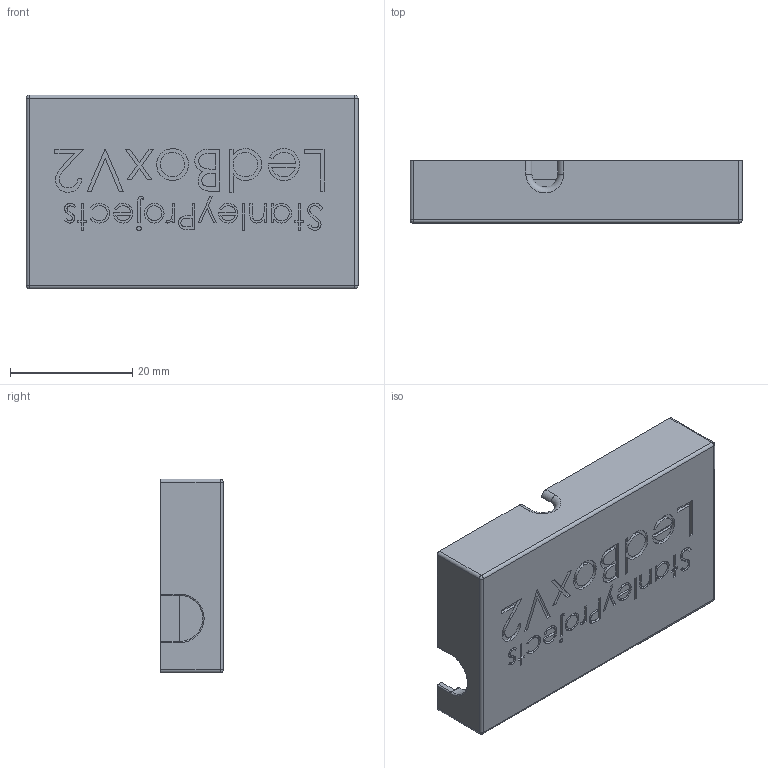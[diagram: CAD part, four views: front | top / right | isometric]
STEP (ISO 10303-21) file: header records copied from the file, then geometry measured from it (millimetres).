
FILE_DESCRIPTION (( 'STEP AP214' ), '1' );
FILE_NAME ('LedBox_V2_Top.STEP', '2021-11-19T23:51:34', ( '' ), ( '' ), 'SwSTEP 2.0', 'SolidWorks 2021', '' );
FILE_SCHEMA (( 'AUTOMOTIVE_DESIGN' ));
Length unit declared in the file: millimetre
Products named in the file (1): LedBox_V2_Top
Bounding box: 54.4 x 10.22 x 31.77 mm (x, y, z)
Volume: 5808.1 mm3; surface area: 6591.5 mm2
Topology: 1 solids, 1 shells, 402 faces, 1074 edges, 704 vertices
Faces by surface type: plane 222, bspline 153, cylinder 18, torus 5, sphere 4
Entity records: 19302 total; most frequent: CARTESIAN_POINT 10310, ORIENTED_EDGE 2140, DIRECTION 1296, EDGE_CURVE 1070, VECTOR 708, LINE 708, VERTEX_POINT 704, EDGE_LOOP 436
